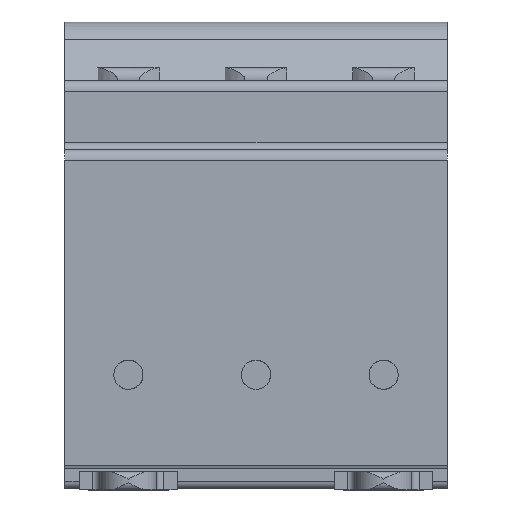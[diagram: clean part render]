
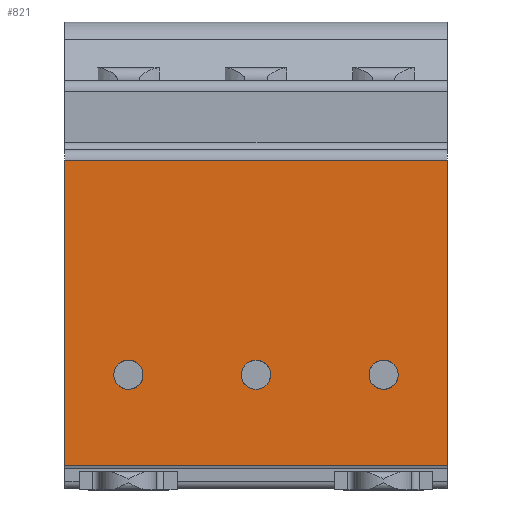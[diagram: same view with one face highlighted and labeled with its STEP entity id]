
A CAD part, front view. The second image highlights one B-rep face of the part: STEP entity #821.
In plain terms, the highlighted planar face has unit normal (0, -1, 0).
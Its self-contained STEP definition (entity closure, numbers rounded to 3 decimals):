
#242=VERTEX_POINT('',#397);
#252=VERTEX_POINT('',#410);
#279=VERTEX_POINT('',#443);
#290=VERTEX_POINT('',#456);
#304=VERTEX_POINT('',#474);
#335=VERTEX_POINT('',#515);
#397=CARTESIAN_POINT('',(17.5,-41.487,5.6));
#410=CARTESIAN_POINT('',(0.,-41.487,5.6));
#443=CARTESIAN_POINT('',(-17.5,-41.486,1.6));
#456=CARTESIAN_POINT('',(-17.5,-41.487,5.6));
#474=CARTESIAN_POINT('',(17.5,-41.486,1.6));
#515=CARTESIAN_POINT('',(0.,-41.486,1.6));
#821=ADVANCED_FACE('',(#1629,#1630,#1631,#1632),#1633,.T.);
#1629=FACE_BOUND('',#2300,.T.);
#1630=FACE_BOUND('',#2301,.T.);
#1631=FACE_BOUND('',#2302,.T.);
#1632=FACE_OUTER_BOUND('',#2303,.T.);
#1633=PLANE('',#2304);
#1650=EDGE_CURVE('',#279,#290,#2321,.T.);
#1654=EDGE_CURVE('',#252,#335,#2325,.T.);
#1658=EDGE_CURVE('',#242,#304,#2329,.T.);
#1667=EDGE_CURVE('',#335,#252,#2338,.T.);
#1674=EDGE_CURVE('',#290,#279,#2345,.T.);
#1678=EDGE_CURVE('',#304,#242,#2349,.T.);
#2300=EDGE_LOOP('',(#4842,#4843));
#2301=EDGE_LOOP('',(#4844,#4845));
#2302=EDGE_LOOP('',(#4846,#4847));
#2303=EDGE_LOOP('',(#4848,#4849,#4850,#4851));
#2304=AXIS2_PLACEMENT_3D('',#4852,#4853,#4854);
#2321=ELLIPSE('',#4975,2.,2.0);
#2325=ELLIPSE('',#4979,2.,2.0);
#2329=ELLIPSE('',#4983,2.,2.0);
#2338=ELLIPSE('',#4992,2.,2.0);
#2345=ELLIPSE('',#4999,2.,2.0);
#2349=ELLIPSE('',#5003,2.,2.0);
#4842=ORIENTED_EDGE('',*,*,#1678,.T.);
#4843=ORIENTED_EDGE('',*,*,#1658,.T.);
#4844=ORIENTED_EDGE('',*,*,#1667,.T.);
#4845=ORIENTED_EDGE('',*,*,#1654,.T.);
#4846=ORIENTED_EDGE('',*,*,#1650,.T.);
#4847=ORIENTED_EDGE('',*,*,#1674,.T.);
#4848=ORIENTED_EDGE('',*,*,#5843,.T.);
#4849=ORIENTED_EDGE('',*,*,#5844,.F.);
#4850=ORIENTED_EDGE('',*,*,#5427,.T.);
#4851=ORIENTED_EDGE('',*,*,#5842,.T.);
#4852=CARTESIAN_POINT('',(-8.75,-41.494,33.001));
#4853=DIRECTION('',(0.,-1.,0.));
#4854=DIRECTION('',(0.,0.,1.));
#4975=AXIS2_PLACEMENT_3D('',#5851,#5852,#5853);
#4979=AXIS2_PLACEMENT_3D('',#5857,#5858,#5859);
#4983=AXIS2_PLACEMENT_3D('',#5863,#5864,#5865);
#4992=AXIS2_PLACEMENT_3D('',#5869,#5870,#5871);
#4999=AXIS2_PLACEMENT_3D('',#5878,#5879,#5880);
#5003=AXIS2_PLACEMENT_3D('',#5884,#5885,#5886);
#5427=EDGE_CURVE('',#6636,#6634,#6637,.T.);
#5842=EDGE_CURVE('',#6634,#7286,#7288,.T.);
#5843=EDGE_CURVE('',#7286,#7289,#7290,.T.);
#5844=EDGE_CURVE('',#6636,#7289,#7291,.T.);
#5851=CARTESIAN_POINT('',(-17.5,-41.486,3.6));
#5852=DIRECTION('',(0.,1.,0.));
#5853=DIRECTION('',(0.,0.,1.));
#5857=CARTESIAN_POINT('',(0.,-41.486,3.6));
#5858=DIRECTION('',(0.,1.,0.));
#5859=DIRECTION('',(0.,0.,1.));
#5863=CARTESIAN_POINT('',(17.5,-41.486,3.6));
#5864=DIRECTION('',(0.,1.,0.));
#5865=DIRECTION('',(0.,0.,1.));
#5869=CARTESIAN_POINT('',(0.,-41.486,3.6));
#5870=DIRECTION('',(0.,1.,0.));
#5871=DIRECTION('',(0.,0.,1.));
#5878=CARTESIAN_POINT('',(-17.5,-41.486,3.6));
#5879=DIRECTION('',(0.,1.,0.));
#5880=DIRECTION('',(0.,0.,1.));
#5884=CARTESIAN_POINT('',(17.5,-41.486,3.6));
#5885=DIRECTION('',(0.,1.,0.));
#5886=DIRECTION('',(0.,0.,1.));
#6634=VERTEX_POINT('',#8663);
#6636=VERTEX_POINT('',#8665);
#6637=LINE('',#8666,#8667);
#7286=VERTEX_POINT('',#9917);
#7288=LINE('',#9919,#9920);
#7289=VERTEX_POINT('',#9921);
#7290=LINE('',#9922,#9923);
#7291=LINE('',#9924,#9925);
#8663=CARTESIAN_POINT('',(26.25,-41.494,33.001));
#8665=CARTESIAN_POINT('',(26.25,-41.483,-8.867));
#8666=CARTESIAN_POINT('',(26.25,-41.483,-8.867));
#8667=VECTOR('',#10619,1.0);
#9917=CARTESIAN_POINT('',(-26.25,-41.494,33.001));
#9919=CARTESIAN_POINT('',(26.25,-41.494,33.001));
#9920=VECTOR('',#11192,1.0);
#9921=CARTESIAN_POINT('',(-26.25,-41.483,-8.867));
#9922=CARTESIAN_POINT('',(-26.25,-41.483,-8.867));
#9923=VECTOR('',#11193,1.0);
#9924=CARTESIAN_POINT('',(26.25,-41.483,-8.867));
#9925=VECTOR('',#11194,1.0);
#10619=DIRECTION('',(0.,0.,1.));
#11192=DIRECTION('',(-1.0,0.0,0.));
#11193=DIRECTION('',(0.,0.,-1.));
#11194=DIRECTION('',(-1.0,0.0,0.));
